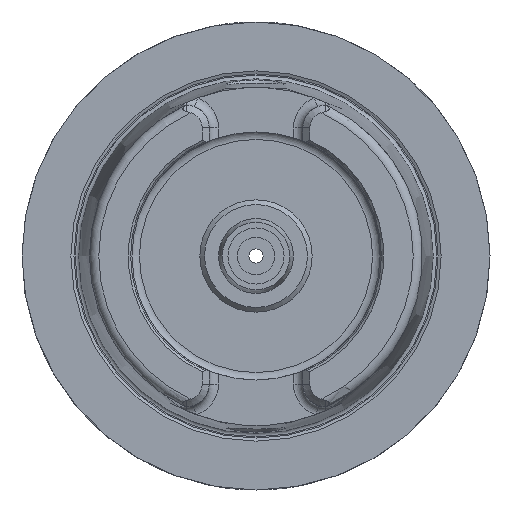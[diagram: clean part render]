
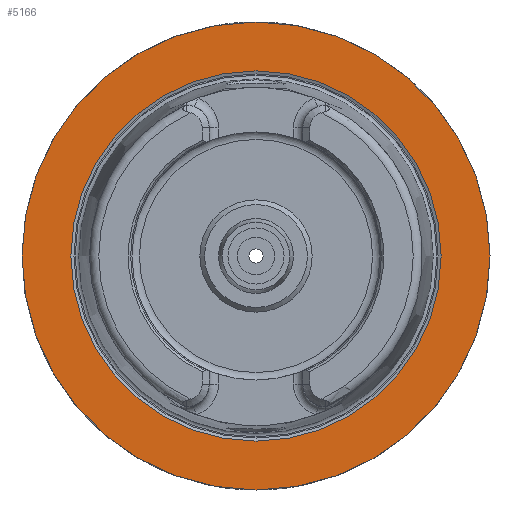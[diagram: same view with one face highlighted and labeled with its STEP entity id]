
A CAD part, left-side view. The second image highlights one B-rep face of the part: STEP entity #5166.
In plain terms, the highlighted planar face has unit normal (-1, 0, 0).
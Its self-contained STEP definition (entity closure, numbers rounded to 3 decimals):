
#4348=CARTESIAN_POINT('',(0.,50.0,0.0));
#4349=VERTEX_POINT('',#4348);
#4350=CARTESIAN_POINT('',(0.,0.,0.0));
#4351=DIRECTION('',(1.0,0.0,0.0));
#4352=DIRECTION('',(0.0,1.0,0.0));
#4353=AXIS2_PLACEMENT_3D('',#4350,#4351,#4352);
#4354=CIRCLE('',#4353,50.0);
#4355=EDGE_CURVE('',#4349,#4349,#4354,.T.);
#5140=CARTESIAN_POINT('',(0.,39.55,0.0));
#5141=VERTEX_POINT('',#5140);
#5142=CARTESIAN_POINT('',(0.,0.,0.0));
#5143=DIRECTION('',(1.0,0.0,0.0));
#5144=DIRECTION('',(0.0,1.0,0.0));
#5145=AXIS2_PLACEMENT_3D('',#5142,#5143,#5144);
#5146=CIRCLE('',#5145,39.55);
#5147=EDGE_CURVE('',#5141,#5141,#5146,.T.);
#5155=CARTESIAN_POINT('',(0.,44.775,0.0));
#5156=DIRECTION('',(-1.0,0.0,0.0));
#5157=DIRECTION('',(0.0,0.0,1.0));
#5158=AXIS2_PLACEMENT_3D('',#5155,#5156,#5157);
#5159=PLANE('',#5158);
#5160=ORIENTED_EDGE('',*,*,#4355,.F.);
#5161=EDGE_LOOP('',(#5160));
#5162=FACE_OUTER_BOUND('',#5161,.T.);
#5163=ORIENTED_EDGE('',*,*,#5147,.T.);
#5164=EDGE_LOOP('',(#5163));
#5165=FACE_BOUND('',#5164,.T.);
#5166=ADVANCED_FACE('',(#5162,#5165),#5159,.T.);
